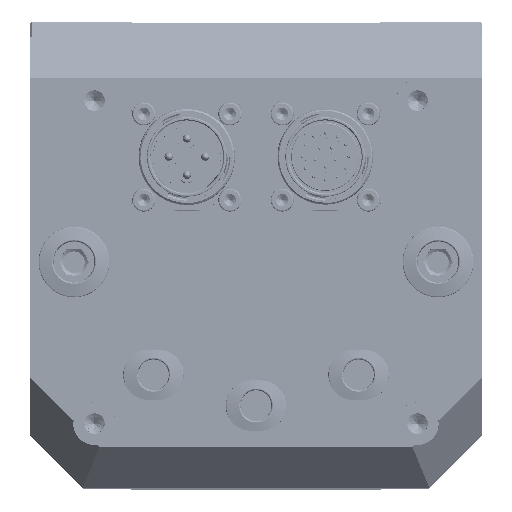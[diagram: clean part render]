
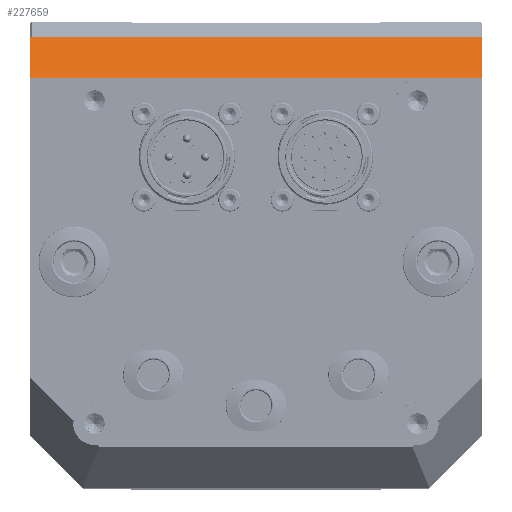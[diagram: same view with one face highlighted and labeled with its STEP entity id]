
A CAD part, top view. The second image highlights one B-rep face of the part: STEP entity #227659.
In plain terms, the highlighted free-form (B-spline) face has degree [1, 1] with [2, 2] control points.
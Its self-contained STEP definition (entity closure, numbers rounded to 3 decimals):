
#224554 = VERTEX_POINT('',#224555);
#224555 = CARTESIAN_POINT('',(60.733,49.69,
    359.565));
#224560 = EDGE_CURVE('',#224554,#224561,#224563,.T.);
#224561 = VERTEX_POINT('',#224562);
#224562 = CARTESIAN_POINT('',(-60.733,49.69,
    359.565));
#224563 = B_SPLINE_CURVE_WITH_KNOTS('',1,(#224564,#224565),
  .UNSPECIFIED.,.F.,.F.,(2,2),(-88.,0.),.PIECEWISE_BEZIER_KNOTS.);
#224564 = CARTESIAN_POINT('',(60.733,49.69,
    359.565));
#224565 = CARTESIAN_POINT('',(-60.733,49.69,
    359.565));
#226444 = VERTEX_POINT('',#226445);
#226445 = CARTESIAN_POINT('',(60.733,60.733,
    348.523));
#226452 = EDGE_CURVE('',#226444,#224554,#226453,.T.);
#226453 = B_SPLINE_CURVE_WITH_KNOTS('',1,(#226454,#226455),
  .UNSPECIFIED.,.F.,.F.,(2,2),(-11.314,0.),
  .PIECEWISE_BEZIER_KNOTS.);
#226454 = CARTESIAN_POINT('',(60.733,60.733,
    348.523));
#226455 = CARTESIAN_POINT('',(60.733,49.69,
    359.565));
#226486 = VERTEX_POINT('',#226487);
#226487 = CARTESIAN_POINT('',(-60.733,60.733,
    348.523));
#226494 = EDGE_CURVE('',#226486,#226444,#226495,.T.);
#226495 = B_SPLINE_CURVE_WITH_KNOTS('',1,(#226496,#226497),
  .UNSPECIFIED.,.F.,.F.,(2,2),(-88.,0.),.PIECEWISE_BEZIER_KNOTS.);
#226496 = CARTESIAN_POINT('',(-60.733,60.733,
    348.523));
#226497 = CARTESIAN_POINT('',(60.733,60.733,
    348.523));
#226514 = EDGE_CURVE('',#224561,#226486,#226515,.T.);
#226515 = B_SPLINE_CURVE_WITH_KNOTS('',1,(#226516,#226517),
  .UNSPECIFIED.,.F.,.F.,(2,2),(0.,11.314),
  .PIECEWISE_BEZIER_KNOTS.);
#226516 = CARTESIAN_POINT('',(-60.733,49.69,
    359.565));
#226517 = CARTESIAN_POINT('',(-60.733,60.733,
    348.523));
#227659 = ADVANCED_FACE('',(#227660),#227666,.T.);
#227660 = FACE_BOUND('',#227661,.T.);
#227661 = EDGE_LOOP('',(#227662,#227663,#227664,#227665));
#227662 = ORIENTED_EDGE('',*,*,#226452,.F.);
#227663 = ORIENTED_EDGE('',*,*,#226494,.F.);
#227664 = ORIENTED_EDGE('',*,*,#226514,.F.);
#227665 = ORIENTED_EDGE('',*,*,#224560,.F.);
#227666 = B_SPLINE_SURFACE_WITH_KNOTS('',1,1,(
    (#227667,#227668)
    ,(#227669,#227670
  )),.UNSPECIFIED.,.F.,.F.,.F.,(2,2),(2,2),(-44.,44.),(
    0.,11.314),.PIECEWISE_BEZIER_KNOTS.);
#227667 = CARTESIAN_POINT('',(-60.733,49.69,
    359.565));
#227668 = CARTESIAN_POINT('',(-60.733,60.733,
    348.523));
#227669 = CARTESIAN_POINT('',(60.733,49.69,
    359.565));
#227670 = CARTESIAN_POINT('',(60.733,60.733,
    348.523));
